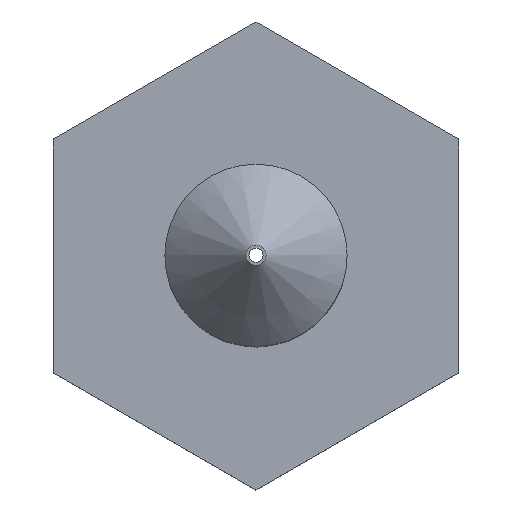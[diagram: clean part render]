
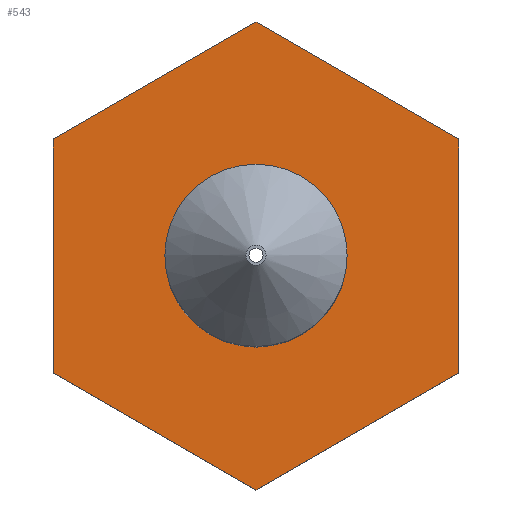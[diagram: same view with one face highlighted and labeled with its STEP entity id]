
A CAD part, top view. The second image highlights one B-rep face of the part: STEP entity #543.
In plain terms, the highlighted planar face has unit normal (0, 0, 1).
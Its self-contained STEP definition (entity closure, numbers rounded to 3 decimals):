
#297=CARTESIAN_POINT('',(2.25,0.,6.));
#298=VERTEX_POINT('',#297);
#299=CARTESIAN_POINT('',(0.,0.,6.));
#300=DIRECTION('',(0.0,0.0,-1.0));
#301=DIRECTION('',(-1.0,0.0,0.0));
#302=AXIS2_PLACEMENT_3D('',#299,#300,#301);
#303=CIRCLE('',#302,2.25);
#304=EDGE_CURVE('',#298,#298,#303,.T.);
#388=CARTESIAN_POINT('',(0.,5.774,6.));
#389=VERTEX_POINT('',#388);
#390=CARTESIAN_POINT('',(5.,2.887,6.));
#391=VERTEX_POINT('',#390);
#392=CARTESIAN_POINT('',(0.,5.774,6.));
#393=DIRECTION('',(0.866,-0.5,0.0));
#394=VECTOR('',#393,5.774);
#395=LINE('',#392,#394);
#396=EDGE_CURVE('',#389,#391,#395,.T.);
#419=CARTESIAN_POINT('',(5.,-2.887,6.));
#420=VERTEX_POINT('',#419);
#421=CARTESIAN_POINT('',(5.,2.887,6.));
#422=DIRECTION('',(0.0,-1.0,0.0));
#423=VECTOR('',#422,5.774);
#424=LINE('',#421,#423);
#425=EDGE_CURVE('',#391,#420,#424,.T.);
#443=CARTESIAN_POINT('',(0.,-5.774,6.));
#444=VERTEX_POINT('',#443);
#445=CARTESIAN_POINT('',(5.,-2.887,6.));
#446=DIRECTION('',(-0.866,-0.5,0.0));
#447=VECTOR('',#446,5.774);
#448=LINE('',#445,#447);
#449=EDGE_CURVE('',#420,#444,#448,.T.);
#467=CARTESIAN_POINT('',(-5.0,-2.887,6.));
#468=VERTEX_POINT('',#467);
#469=CARTESIAN_POINT('',(0.,-5.774,6.));
#470=DIRECTION('',(-0.866,0.5,0.0));
#471=VECTOR('',#470,5.774);
#472=LINE('',#469,#471);
#473=EDGE_CURVE('',#444,#468,#472,.T.);
#491=CARTESIAN_POINT('',(-5.,2.887,6.));
#492=VERTEX_POINT('',#491);
#493=CARTESIAN_POINT('',(-5.0,-2.887,6.));
#494=DIRECTION('',(0.0,1.0,0.0));
#495=VECTOR('',#494,5.774);
#496=LINE('',#493,#495);
#497=EDGE_CURVE('',#468,#492,#496,.T.);
#515=CARTESIAN_POINT('',(-5.,2.887,6.));
#516=DIRECTION('',(0.866,0.5,0.0));
#517=VECTOR('',#516,5.774);
#518=LINE('',#515,#517);
#519=EDGE_CURVE('',#492,#389,#518,.T.);
#527=CARTESIAN_POINT('',(0.,0.,6.));
#528=DIRECTION('',(0.0,0.0,1.0));
#529=DIRECTION('',(1.0,0.0,0.0));
#530=AXIS2_PLACEMENT_3D('',#527,#528,#529);
#531=PLANE('',#530);
#532=ORIENTED_EDGE('',*,*,#396,.F.);
#533=ORIENTED_EDGE('',*,*,#519,.F.);
#534=ORIENTED_EDGE('',*,*,#497,.F.);
#535=ORIENTED_EDGE('',*,*,#473,.F.);
#536=ORIENTED_EDGE('',*,*,#449,.F.);
#537=ORIENTED_EDGE('',*,*,#425,.F.);
#538=EDGE_LOOP('',(#532,#533,#534,#535,#536,#537));
#539=FACE_OUTER_BOUND('',#538,.T.);
#540=ORIENTED_EDGE('',*,*,#304,.T.);
#541=EDGE_LOOP('',(#540));
#542=FACE_BOUND('',#541,.T.);
#543=ADVANCED_FACE('',(#539,#542),#531,.T.);
